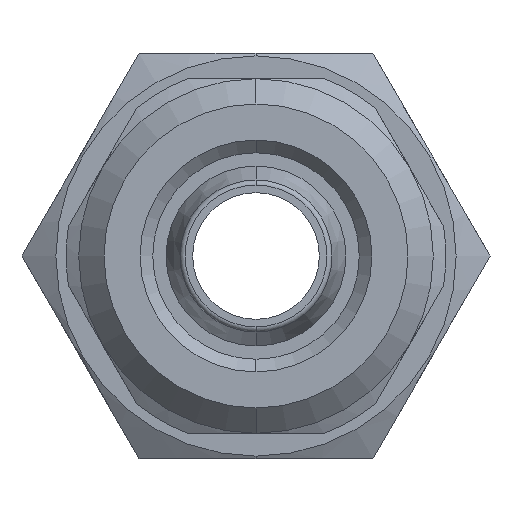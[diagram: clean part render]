
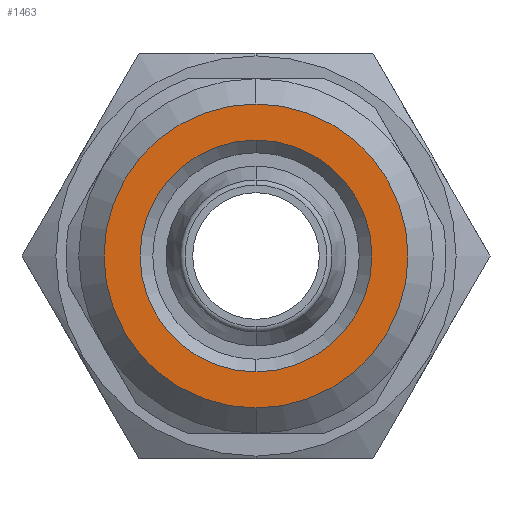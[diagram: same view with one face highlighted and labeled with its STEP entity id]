
A CAD part, front view. The second image highlights one B-rep face of the part: STEP entity #1463.
In plain terms, the highlighted planar face has unit normal (0, -1, 0).
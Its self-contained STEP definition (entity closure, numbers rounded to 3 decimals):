
#984 = ORIENTED_EDGE ( 'NONE', *, *, #1491, .T. ) ;
#985 = ORIENTED_EDGE ( 'NONE', *, *, #1513, .T. ) ;
#986 = ORIENTED_EDGE ( 'NONE', *, *, #1458, .F. ) ;
#987 = ORIENTED_EDGE ( 'NONE', *, *, #1484, .F. ) ;
#1295 = VERTEX_POINT ( 'NONE', #2699 ) ;
#1382 = VERTEX_POINT ( 'NONE', #2731 ) ;
#1416 = VERTEX_POINT ( 'NONE', #2742 ) ;
#1418 = VERTEX_POINT ( 'NONE', #2743 ) ;
#1458 = EDGE_CURVE ( 'NONE', #1382, #1416, #1709, .T. ) ;
#1463 = ADVANCED_FACE ( 'NONE', ( #2456, #2458 ), #2500, .T. ) ;
#1484 = EDGE_CURVE ( 'NONE', #1416, #1382, #1738, .T. ) ;
#1491 = EDGE_CURVE ( 'NONE', #1418, #1295, #1749, .T. ) ;
#1513 = EDGE_CURVE ( 'NONE', #1295, #1418, #2994, .T. ) ;
#1709 = CIRCLE ( 'NONE', #1711, 6. ) ;
#1711 = AXIS2_PLACEMENT_3D ( 'NONE', #2484, #2485, #2486 ) ;
#1717 = AXIS2_PLACEMENT_3D ( 'NONE', #2501, #2502, #2503 ) ;
#1738 = CIRCLE ( 'NONE', #1740, 6. ) ;
#1740 = AXIS2_PLACEMENT_3D ( 'NONE', #2571, #2572, #2573 ) ;
#1749 = CIRCLE ( 'NONE', #1751, 4.575 ) ;
#1751 = AXIS2_PLACEMENT_3D ( 'NONE', #2588, #2589, #2590 ) ;
#2456 = FACE_BOUND ( 'NONE', #3673, .T. ) ;
#2458 = FACE_OUTER_BOUND ( 'NONE', #3651, .T. ) ;
#2484 = CARTESIAN_POINT ( 'NONE',  ( 0., 2.5, 0. ) ) ;
#2485 = DIRECTION ( 'NONE',  ( 0., 1., 0. ) ) ;
#2486 = DIRECTION ( 'NONE',  ( 0., 0., -1. ) ) ;
#2500 = PLANE ( 'NONE',  #1717 ) ;
#2501 = CARTESIAN_POINT ( 'NONE',  ( -6., 2.5, 0. ) ) ;
#2502 = DIRECTION ( 'NONE',  ( 0., -1., 0. ) ) ;
#2503 = DIRECTION ( 'NONE',  ( 0., 0., 1. ) ) ;
#2571 = CARTESIAN_POINT ( 'NONE',  ( 0., 2.5, 0. ) ) ;
#2572 = DIRECTION ( 'NONE',  ( 0., 1., 0. ) ) ;
#2573 = DIRECTION ( 'NONE',  ( 0., 0., -1. ) ) ;
#2588 = CARTESIAN_POINT ( 'NONE',  ( 0., 2.5, 0. ) ) ;
#2589 = DIRECTION ( 'NONE',  ( 0., 1., 0. ) ) ;
#2590 = DIRECTION ( 'NONE',  ( 0., 0., -1. ) ) ;
#2699 = CARTESIAN_POINT ( 'NONE',  ( 0., 2.5, -4.575 ) ) ;
#2731 = CARTESIAN_POINT ( 'NONE',  ( 0., 2.5, 6. ) ) ;
#2742 = CARTESIAN_POINT ( 'NONE',  ( 0., 2.5, -6. ) ) ;
#2743 = CARTESIAN_POINT ( 'NONE',  ( 0., 2.5, 4.575 ) ) ;
#2876 = CARTESIAN_POINT ( 'NONE',  ( 0., 2.5, 0. ) ) ;
#2877 = DIRECTION ( 'NONE',  ( 0., 1., 0. ) ) ;
#2878 = DIRECTION ( 'NONE',  ( 0., 0., -1. ) ) ;
#2994 = CIRCLE ( 'NONE', #3006, 4.575 ) ;
#3006 = AXIS2_PLACEMENT_3D ( 'NONE', #2876, #2877, #2878 ) ;
#3651 = EDGE_LOOP ( 'NONE', ( #987, #986 ) ) ;
#3673 = EDGE_LOOP ( 'NONE', ( #984, #985 ) ) ;
